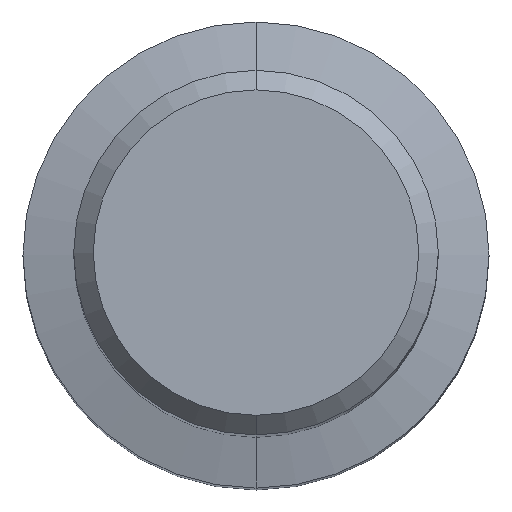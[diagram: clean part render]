
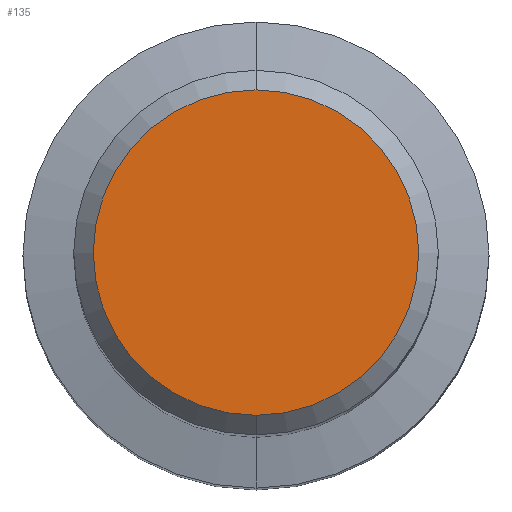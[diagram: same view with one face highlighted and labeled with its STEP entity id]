
A CAD part, top view. The second image highlights one B-rep face of the part: STEP entity #135.
In plain terms, the highlighted planar face has unit normal (0, 0, 1).
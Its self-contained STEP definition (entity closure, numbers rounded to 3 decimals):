
#135=ADVANCED_FACE('',(#336),#337,.T.);
#165=EDGE_CURVE('',#287,#193,#372,.T.);
#193=VERTEX_POINT('',#403);
#249=EDGE_CURVE('',#193,#287,#465,.T.);
#287=VERTEX_POINT('',#507);
#336=FACE_OUTER_BOUND('',#556,.T.);
#337=PLANE('',#557);
#372=CIRCLE('',#606,6.65);
#403=CARTESIAN_POINT('',(0.0,6.65,0.0));
#465=CIRCLE('',#722,6.65);
#507=CARTESIAN_POINT('',(0.,-6.65,0.0));
#556=EDGE_LOOP('',(#821,#822));
#557=AXIS2_PLACEMENT_3D('',#823,#824,#825);
#606=AXIS2_PLACEMENT_3D('',#867,#868,#869);
#722=AXIS2_PLACEMENT_3D('',#972,#973,#974);
#821=ORIENTED_EDGE('',*,*,#249,.F.);
#822=ORIENTED_EDGE('',*,*,#165,.F.);
#823=CARTESIAN_POINT('',(0.0,3.325,0.0));
#824=DIRECTION('',(-0.0,0.0,1.0));
#825=DIRECTION('',(0.0,-1.0,0.0));
#867=CARTESIAN_POINT('',(0.0,0.0,0.0));
#868=DIRECTION('',(0.0,0.0,-1.0));
#869=DIRECTION('',(0.0,1.0,0.0));
#972=CARTESIAN_POINT('',(0.0,0.0,0.0));
#973=DIRECTION('',(0.0,0.0,-1.0));
#974=DIRECTION('',(0.0,1.0,0.0));
